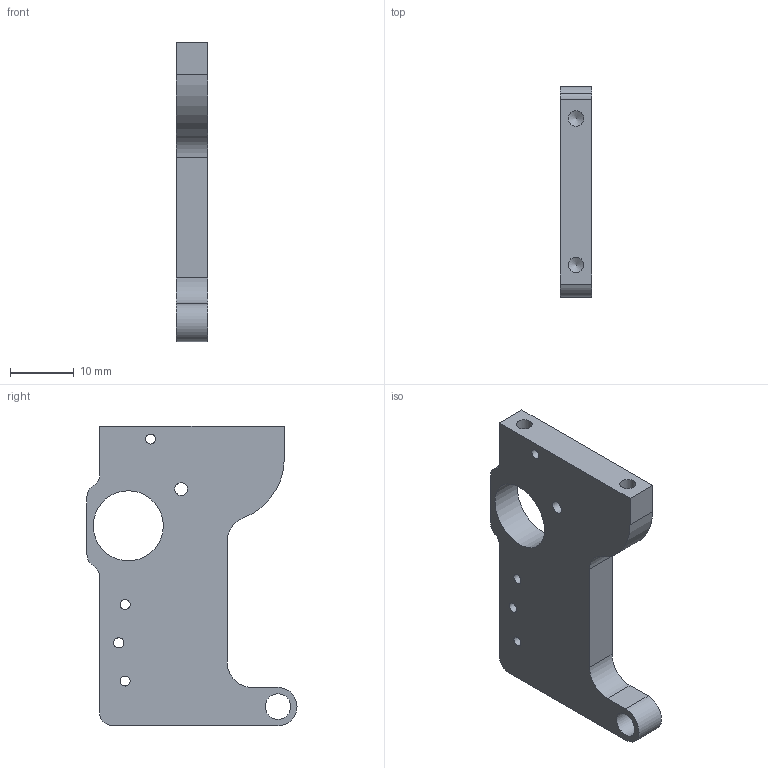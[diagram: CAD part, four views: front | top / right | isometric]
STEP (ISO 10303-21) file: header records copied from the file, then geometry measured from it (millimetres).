
FILE_DESCRIPTION(/* description */ (''),/* implementation_level */ '2;1');
FILE_NAME(/* name */ '21_Dribbler Seite.ipt.step',/* time_stamp */ '2020-01-21T16:40:49+01:00',/* author */ ('rYan'),/* organization */ (''),/* preprocessor_version */ 'ST-DEVELOPER v17.2',/* originating_system */ 'Autodesk Inventor 2019',/* authorisation */ '');
FILE_SCHEMA (('AUTOMOTIVE_DESIGN { 1 0 10303 214 3 1 1 }'));
Length unit declared in the file: millimetre
Products named in the file (1): Dribbler Seite
Bounding box: 5 x 33 x 47 mm (x, y, z)
Volume: 5065.9 mm3; surface area: 3355.1 mm2
Topology: 1 solids, 1 shells, 30 faces, 89 edges, 61 vertices
Faces by surface type: cylinder 18, plane 10, cone 2
Full cylindrical faces by diameter (mm): 1.567 x3, 1.6 x1, 2 x1, 2.459 x2, 4 x1, 11 x1
Entity records: 1089 total; most frequent: DIRECTION 192, CARTESIAN_POINT 179, ORIENTED_EDGE 174, EDGE_CURVE 87, AXIS2_PLACEMENT_3D 74, VERTEX_POINT 61, EDGE_LOOP 46, LINE 44
